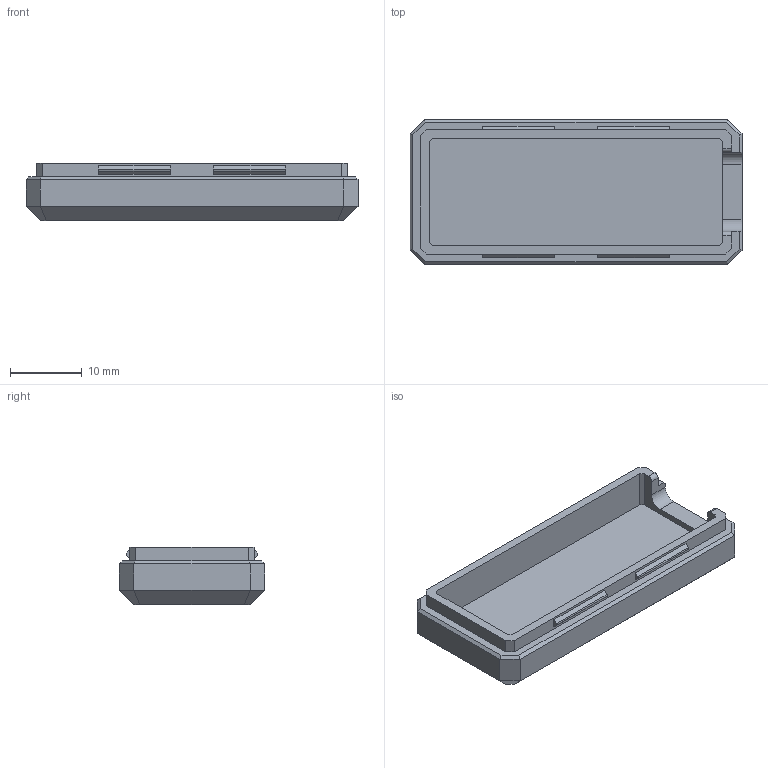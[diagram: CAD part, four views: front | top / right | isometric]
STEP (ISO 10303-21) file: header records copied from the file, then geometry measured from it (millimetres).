
FILE_DESCRIPTION(('FreeCAD Model'),'2;1');
FILE_NAME('Open CASCADE Shape Model','2025-06-11T15:06:08',(''),(''), 'Open CASCADE STEP processor 7.8','FreeCAD','Unknown');
FILE_SCHEMA(('AUTOMOTIVE_DESIGN { 1 0 10303 214 1 1 1 1 }'));
Length unit declared in the file: millimetre
Products named in the file (1): Body-v2
Bounding box: 46.2 x 20.2 x 8 mm (x, y, z)
Volume: 3523.1 mm3; surface area: 3195.9 mm2
Topology: 1 solids, 1 shells, 73 faces, 185 edges, 118 vertices
Faces by surface type: plane 65, cylinder 8
Entity records: 4601 total; most frequent: CARTESIAN_POINT 801, DIRECTION 710, LINE 523, VECTOR 523, ORIENTED_EDGE 370, PCURVE 370, DEFINITIONAL_REPRESENTATION 370, EDGE_CURVE 185
